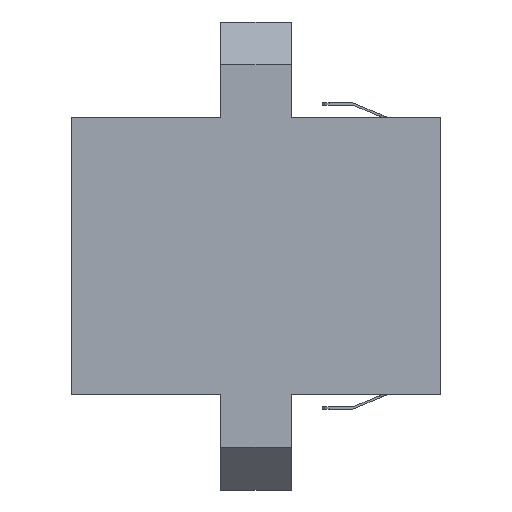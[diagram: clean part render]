
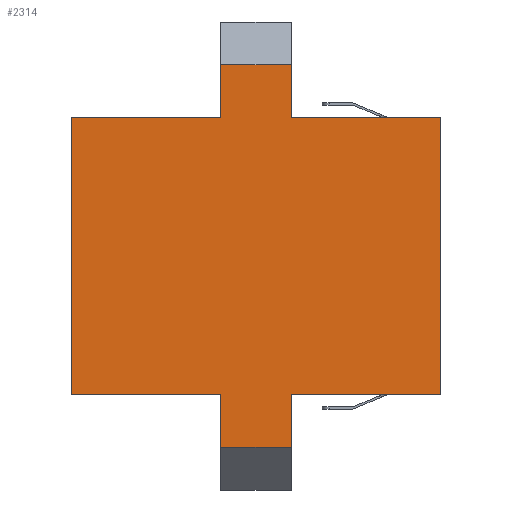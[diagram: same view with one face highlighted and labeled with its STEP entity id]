
A CAD part, front view. The second image highlights one B-rep face of the part: STEP entity #2314.
In plain terms, the highlighted planar face has unit normal (0, -1, 0).
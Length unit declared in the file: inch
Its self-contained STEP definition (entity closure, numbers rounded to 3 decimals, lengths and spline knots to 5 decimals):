
#3 = CARTESIAN_POINT ( 'NONE',  ( -0.391, -0.193, -0.294 ) ) ;
#22 = LINE ( 'NONE', #3365, #1804 ) ;
#31 = DIRECTION ( 'NONE',  ( 0., 0., -1. ) ) ;
#44 = LINE ( 'NONE', #1311, #3163 ) ;
#87 = CARTESIAN_POINT ( 'NONE',  ( -0.075, -0.193, 0.294 ) ) ;
#123 = CARTESIAN_POINT ( 'NONE',  ( -0.391, -0.193, 0.294 ) ) ;
#199 = DIRECTION ( 'NONE',  ( 0., 0., -1. ) ) ;
#254 = CARTESIAN_POINT ( 'NONE',  ( 0.075, -0.193, 0.495 ) ) ;
#348 = LINE ( 'NONE', #3392, #947 ) ;
#363 = CARTESIAN_POINT ( 'NONE',  ( 0.391, -0.193, 0.294 ) ) ;
#398 = EDGE_CURVE ( 'NONE', #1038, #3318, #1468, .T. ) ;
#403 = VERTEX_POINT ( 'NONE', #2482 ) ;
#448 = VERTEX_POINT ( 'NONE', #2778 ) ;
#449 = LINE ( 'NONE', #254, #1884 ) ;
#477 = FACE_OUTER_BOUND ( 'NONE', #2411, .T. ) ;
#502 = VERTEX_POINT ( 'NONE', #363 ) ;
#535 = VERTEX_POINT ( 'NONE', #935 ) ;
#669 = PLANE ( 'NONE',  #1935 ) ;
#701 = VECTOR ( 'NONE', #31, 39.37008 ) ;
#717 = EDGE_CURVE ( 'NONE', #535, #448, #1339, .T. ) ;
#727 = LINE ( 'NONE', #1474, #2539 ) ;
#739 = VERTEX_POINT ( 'NONE', #2336 ) ;
#771 = CARTESIAN_POINT ( 'NONE',  ( -0.075, -0.193, 0.405 ) ) ;
#873 = ORIENTED_EDGE ( 'NONE', *, *, #2095, .F. ) ;
#882 = CARTESIAN_POINT ( 'NONE',  ( 0.075, -0.193, 0.405 ) ) ;
#935 = CARTESIAN_POINT ( 'NONE',  ( 0.075, -0.193, -0.294 ) ) ;
#941 = ORIENTED_EDGE ( 'NONE', *, *, #717, .F. ) ;
#947 = VECTOR ( 'NONE', #199, 39.37008 ) ;
#970 = ORIENTED_EDGE ( 'NONE', *, *, #3120, .F. ) ;
#984 = DIRECTION ( 'NONE',  ( -1., 0., 0. ) ) ;
#985 = DIRECTION ( 'NONE',  ( 0., 1., 0. ) ) ;
#1038 = VERTEX_POINT ( 'NONE', #123 ) ;
#1101 = LINE ( 'NONE', #2978, #2636 ) ;
#1138 = CARTESIAN_POINT ( 'NONE',  ( 0.391, -0.193, 0.294 ) ) ;
#1271 = DIRECTION ( 'NONE',  ( 0., 0., -1. ) ) ;
#1290 = ORIENTED_EDGE ( 'NONE', *, *, #3262, .T. ) ;
#1311 = CARTESIAN_POINT ( 'NONE',  ( 0.075, -0.193, -0.405 ) ) ;
#1339 = LINE ( 'NONE', #2591, #1721 ) ;
#1364 = CARTESIAN_POINT ( 'NONE',  ( 0.391, -0.193, -0.294 ) ) ;
#1369 = ORIENTED_EDGE ( 'NONE', *, *, #1896, .T. ) ;
#1406 = CARTESIAN_POINT ( 'NONE',  ( -0.391, -0.193, 0.294 ) ) ;
#1468 = LINE ( 'NONE', #1406, #1554 ) ;
#1474 = CARTESIAN_POINT ( 'NONE',  ( -0.075, -0.193, 0.495 ) ) ;
#1492 = CARTESIAN_POINT ( 'NONE',  ( 0.391, -0.193, 0.294 ) ) ;
#1494 = DIRECTION ( 'NONE',  ( -1., 0., 0. ) ) ;
#1522 = DIRECTION ( 'NONE',  ( 0., 0., 1. ) ) ;
#1554 = VECTOR ( 'NONE', #2771, 39.37008 ) ;
#1641 = DIRECTION ( 'NONE',  ( -1., 0., 0. ) ) ;
#1718 = ORIENTED_EDGE ( 'NONE', *, *, #1991, .F. ) ;
#1721 = VECTOR ( 'NONE', #1271, 39.37008 ) ;
#1755 = ORIENTED_EDGE ( 'NONE', *, *, #1878, .F. ) ;
#1772 = EDGE_CURVE ( 'NONE', #502, #2543, #2008, .T. ) ;
#1804 = VECTOR ( 'NONE', #2916, 39.37008 ) ;
#1837 = LINE ( 'NONE', #1138, #701 ) ;
#1857 = ORIENTED_EDGE ( 'NONE', *, *, #2193, .T. ) ;
#1859 = DIRECTION ( 'NONE',  ( 1., 0., 0. ) ) ;
#1878 = EDGE_CURVE ( 'NONE', #739, #3318, #2643, .T. ) ;
#1884 = VECTOR ( 'NONE', #3212, 39.37008 ) ;
#1894 = LINE ( 'NONE', #1492, #3165 ) ;
#1896 = EDGE_CURVE ( 'NONE', #1993, #2745, #348, .T. ) ;
#1935 = AXIS2_PLACEMENT_3D ( 'NONE', #2199, #985, #1522 ) ;
#1991 = EDGE_CURVE ( 'NONE', #2925, #2543, #449, .T. ) ;
#1993 = VERTEX_POINT ( 'NONE', #771 ) ;
#2000 = CARTESIAN_POINT ( 'NONE',  ( 0.391, -0.193, -0.294 ) ) ;
#2008 = LINE ( 'NONE', #2583, #2388 ) ;
#2095 = EDGE_CURVE ( 'NONE', #2601, #535, #1101, .T. ) ;
#2193 = EDGE_CURVE ( 'NONE', #2745, #1038, #1894, .T. ) ;
#2199 = CARTESIAN_POINT ( 'NONE',  ( 0.075, -0.193, 0.495 ) ) ;
#2218 = ORIENTED_EDGE ( 'NONE', *, *, #398, .T. ) ;
#2283 = DIRECTION ( 'NONE',  ( 0., 0., -1. ) ) ;
#2314 = ADVANCED_FACE ( 'NONE', ( #477 ), #669, .F. ) ;
#2336 = CARTESIAN_POINT ( 'NONE',  ( -0.075, -0.193, -0.294 ) ) ;
#2388 = VECTOR ( 'NONE', #984, 39.37008 ) ;
#2411 = EDGE_LOOP ( 'NONE', ( #1290, #3148, #941, #873, #970, #2849, #1718, #2700, #1369, #1857, #2218, #1755 ) ) ;
#2482 = CARTESIAN_POINT ( 'NONE',  ( -0.075, -0.193, -0.405 ) ) ;
#2539 = VECTOR ( 'NONE', #2283, 39.37008 ) ;
#2543 = VERTEX_POINT ( 'NONE', #3160 ) ;
#2583 = CARTESIAN_POINT ( 'NONE',  ( 0.391, -0.193, 0.294 ) ) ;
#2591 = CARTESIAN_POINT ( 'NONE',  ( 0.075, -0.193, 0.495 ) ) ;
#2601 = VERTEX_POINT ( 'NONE', #1364 ) ;
#2636 = VECTOR ( 'NONE', #1641, 39.37008 ) ;
#2643 = LINE ( 'NONE', #2000, #3096 ) ;
#2700 = ORIENTED_EDGE ( 'NONE', *, *, #2866, .T. ) ;
#2745 = VERTEX_POINT ( 'NONE', #87 ) ;
#2771 = DIRECTION ( 'NONE',  ( 0., 0., -1. ) ) ;
#2778 = CARTESIAN_POINT ( 'NONE',  ( 0.075, -0.193, -0.405 ) ) ;
#2836 = DIRECTION ( 'NONE',  ( -1., 0., 0. ) ) ;
#2849 = ORIENTED_EDGE ( 'NONE', *, *, #1772, .T. ) ;
#2866 = EDGE_CURVE ( 'NONE', #2925, #1993, #22, .T. ) ;
#2916 = DIRECTION ( 'NONE',  ( -1., 0., 0. ) ) ;
#2925 = VERTEX_POINT ( 'NONE', #882 ) ;
#2978 = CARTESIAN_POINT ( 'NONE',  ( 0.391, -0.193, -0.294 ) ) ;
#3096 = VECTOR ( 'NONE', #1494, 39.37008 ) ;
#3120 = EDGE_CURVE ( 'NONE', #502, #2601, #1837, .T. ) ;
#3148 = ORIENTED_EDGE ( 'NONE', *, *, #3405, .T. ) ;
#3160 = CARTESIAN_POINT ( 'NONE',  ( 0.075, -0.193, 0.294 ) ) ;
#3163 = VECTOR ( 'NONE', #1859, 39.37008 ) ;
#3165 = VECTOR ( 'NONE', #2836, 39.37008 ) ;
#3212 = DIRECTION ( 'NONE',  ( 0., 0., -1. ) ) ;
#3262 = EDGE_CURVE ( 'NONE', #739, #403, #727, .T. ) ;
#3318 = VERTEX_POINT ( 'NONE', #3 ) ;
#3365 = CARTESIAN_POINT ( 'NONE',  ( 0.075, -0.193, 0.405 ) ) ;
#3392 = CARTESIAN_POINT ( 'NONE',  ( -0.075, -0.193, 0.495 ) ) ;
#3405 = EDGE_CURVE ( 'NONE', #403, #448, #44, .T. ) ;
